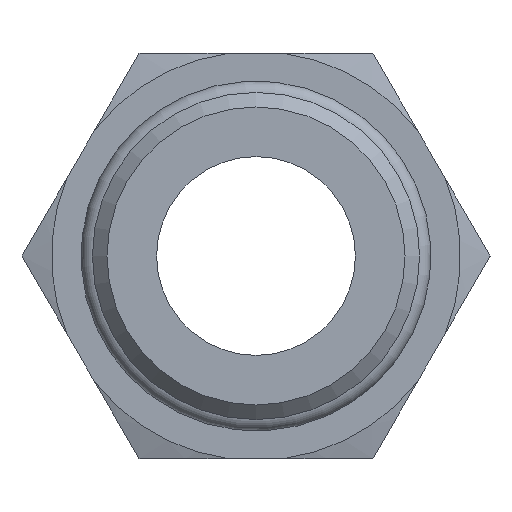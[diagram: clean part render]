
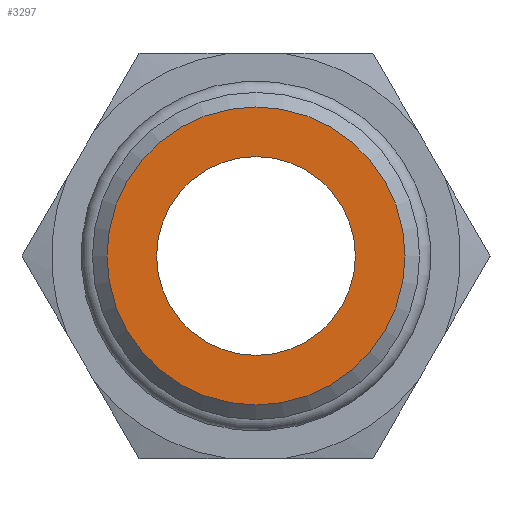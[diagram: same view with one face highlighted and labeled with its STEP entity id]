
A CAD part, left-side view. The second image highlights one B-rep face of the part: STEP entity #3297.
In plain terms, the highlighted planar face has unit normal (-1, 0, 0).
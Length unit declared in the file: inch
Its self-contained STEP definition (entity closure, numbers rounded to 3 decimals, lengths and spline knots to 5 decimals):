
#3175=CARTESIAN_POINT('',(-0.595,-0.3985,0.));
#3176=VERTEX_POINT('',#3175);
#3177=CARTESIAN_POINT('',(-0.595,0.,0.));
#3178=DIRECTION('',(1.0,0.0,0.0));
#3179=DIRECTION('',(0.0,1.0,0.0));
#3180=AXIS2_PLACEMENT_3D('',#3177,#3178,#3179);
#3181=CIRCLE('',#3180,0.3985);
#3182=EDGE_CURVE('',#3176,#3176,#3181,.T.);
#3271=CARTESIAN_POINT('',(-0.595,0.,0.5975));
#3272=VERTEX_POINT('',#3271);
#3273=CARTESIAN_POINT('',(-0.595,0.,0.));
#3274=DIRECTION('',(1.0,0.0,0.0));
#3275=DIRECTION('',(0.0,0.0,-1.0));
#3276=AXIS2_PLACEMENT_3D('',#3273,#3274,#3275);
#3277=CIRCLE('',#3276,0.5975);
#3278=EDGE_CURVE('',#3272,#3272,#3277,.T.);
#3286=CARTESIAN_POINT('',(-0.595,0.,0.));
#3287=DIRECTION('',(1.0,0.0,0.0));
#3288=DIRECTION('',(0.0,0.0,-1.0));
#3289=AXIS2_PLACEMENT_3D('',#3286,#3287,#3288);
#3290=PLANE('',#3289);
#3291=ORIENTED_EDGE('',*,*,#3278,.F.);
#3292=EDGE_LOOP('',(#3291));
#3293=FACE_OUTER_BOUND('',#3292,.T.);
#3294=ORIENTED_EDGE('',*,*,#3182,.T.);
#3295=EDGE_LOOP('',(#3294));
#3296=FACE_BOUND('',#3295,.T.);
#3297=ADVANCED_FACE('',(#3293,#3296),#3290,.F.);
